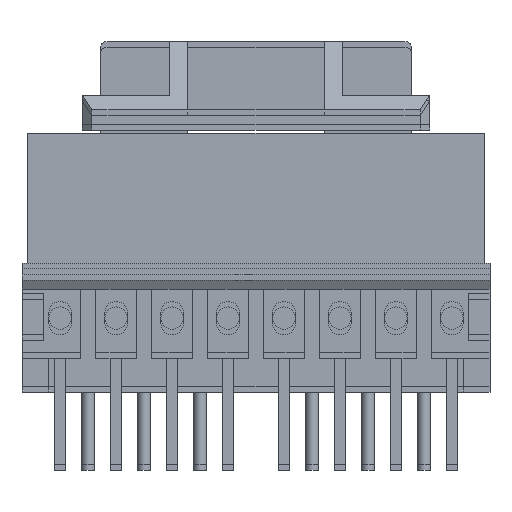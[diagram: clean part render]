
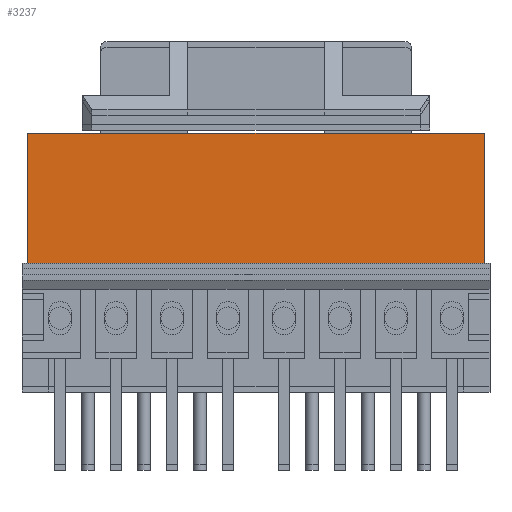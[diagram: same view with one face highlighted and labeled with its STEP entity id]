
A CAD part, front view. The second image highlights one B-rep face of the part: STEP entity #3237.
In plain terms, the highlighted face is planar.
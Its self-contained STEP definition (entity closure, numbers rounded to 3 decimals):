
#3237 = ADVANCED_FACE( '', ( #6395 ), #6396, .T. );
#6395 = FACE_OUTER_BOUND( '', #7651, .T. );
#6396 = PLANE( '', #7652 );
#7651 = EDGE_LOOP( '', ( #9521, #9522, #9523, #9524 ) );
#7652 = AXIS2_PLACEMENT_3D( '', #9525, #9526, #9527 );
#9521 = ORIENTED_EDGE( '', *, *, #12216, .F. );
#9522 = ORIENTED_EDGE( '', *, *, #12215, .F. );
#9523 = ORIENTED_EDGE( '', *, *, #12212, .T. );
#9524 = ORIENTED_EDGE( '', *, *, #12217, .T. );
#9525 = CARTESIAN_POINT( '', ( -10.2, 10.1, 2.95 ) );
#9526 = DIRECTION( '', ( 0., 1., 0. ) );
#9527 = DIRECTION( '', ( -1., 0., 0. ) );
#12212 = EDGE_CURVE( '', #13339, #13337, #13340, .T. );
#12215 = EDGE_CURVE( '', #13339, #13342, #13344, .T. );
#12216 = EDGE_CURVE( '', #13342, #13345, #13346, .T. );
#12217 = EDGE_CURVE( '', #13337, #13345, #13347, .T. );
#13337 = VERTEX_POINT( '', #13414 );
#13339 = VERTEX_POINT( '', #13417 );
#13340 = LINE( '', #13418, #13419 );
#13342 = VERTEX_POINT( '', #13422 );
#13344 = LINE( '', #13425, #13426 );
#13345 = VERTEX_POINT( '', #13427 );
#13346 = LINE( '', #13428, #13429 );
#13347 = LINE( '', #13430, #13431 );
#13414 = CARTESIAN_POINT( '', ( 10.2, 10.1, 2.95 ) );
#13417 = CARTESIAN_POINT( '', ( -10.2, 10.1, 2.95 ) );
#13418 = CARTESIAN_POINT( '', ( -10.2, 10.1, 2.95 ) );
#13419 = VECTOR( '', #13479, 1000. );
#13422 = CARTESIAN_POINT( '', ( -10.2, 10.1, -2.95 ) );
#13425 = CARTESIAN_POINT( '', ( -10.2, 10.1, 2.95 ) );
#13426 = VECTOR( '', #13482, 1000. );
#13427 = CARTESIAN_POINT( '', ( 10.2, 10.1, -2.95 ) );
#13428 = CARTESIAN_POINT( '', ( -10.2, 10.1, -2.95 ) );
#13429 = VECTOR( '', #13483, 1000. );
#13430 = CARTESIAN_POINT( '', ( 10.2, 10.1, 2.95 ) );
#13431 = VECTOR( '', #13484, 1000. );
#13479 = DIRECTION( '', ( 1., 0., 0. ) );
#13482 = DIRECTION( '', ( 0., 0., -1. ) );
#13483 = DIRECTION( '', ( 1., 0., 0. ) );
#13484 = DIRECTION( '', ( 0., 0., -1. ) );
